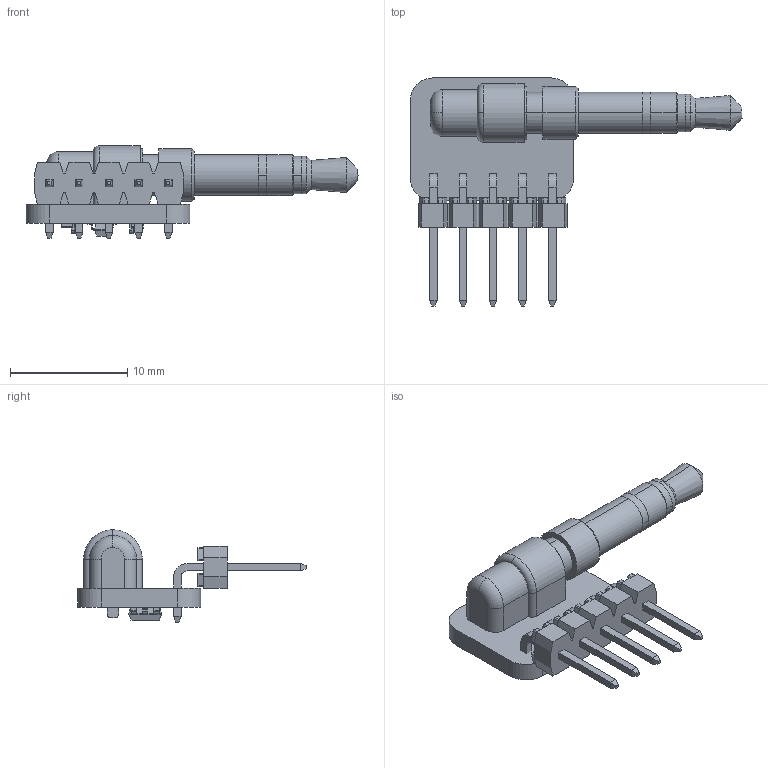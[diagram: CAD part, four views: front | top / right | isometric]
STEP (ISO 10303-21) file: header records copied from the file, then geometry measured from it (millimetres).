
FILE_DESCRIPTION(('Open CASCADE Model'),'2;1');
FILE_NAME('Open CASCADE Shape Model','2023-08-12T11:44:10',('Author'),( 'Open CASCADE'),'Open CASCADE STEP processor 7.5','Open CASCADE 7.5' ,'Unknown');
FILE_SCHEMA(('AUTOMOTIVE_DESIGN { 1 0 10303 214 1 1 1 1 }'));
Length unit declared in the file: millimetre
Products named in the file (19): PCB; Board; Open CASCADE STEP translator 7.5 2.1.1; R4; Resistor 0402; User Library-R SMD 0402_0402 BODY; User Library-R SMD 0402_0402 PAD; User Library-R SMD 0402_0402 OPIS; R3; R2; J2; Molex 90121-0765; R1; J1; SP-3533-02; C1; Capacitor 0402; U1; SOT-23-6
Assembly tree (22 placements, depth 4):
  PCB
    Board
      Open CASCADE STEP translator 7.5 2.1.1
    R4
      Resistor 0402
        User Library-R SMD 0402_0402 BODY
        User Library-R SMD 0402_0402 PAD  x2
        User Library-R SMD 0402_0402 OPIS
    R3
      Resistor 0402
        User Library-R SMD 0402_0402 BODY
        User Library-R SMD 0402_0402 PAD  x2
        User Library-R SMD 0402_0402 OPIS
    R2
      Resistor 0402
        User Library-R SMD 0402_0402 BODY
        User Library-R SMD 0402_0402 PAD  x2
        User Library-R SMD 0402_0402 OPIS
    J2
      Molex 90121-0765
    R1
      Resistor 0402
        User Library-R SMD 0402_0402 BODY
        User Library-R SMD 0402_0402 PAD  x2
        User Library-R SMD 0402_0402 OPIS
    J1
      SP-3533-02
    C1
      Capacitor 0402
    U1
      SOT-23-6
Bounding box: 28.35 x 19.5 x 7.9 mm (x, y, z)
Volume: 684.1 mm3; surface area: 1262.5 mm2
Topology: 25 solids, 26 shells, 971 faces, 2433 edges, 1562 vertices
Faces by surface type: plane 591, cylinder 218, bspline 132, sphere 16, cone 10, torus 4
Entity records: 27014 total; most frequent: CARTESIAN_POINT 5441, ORIENTED_EDGE 3424, DIRECTION 3405, EDGE_CURVE 1712, LINE 1205, VECTOR 1205, AXIS2_PLACEMENT_3D 1100, VERTEX_POINT 1092
